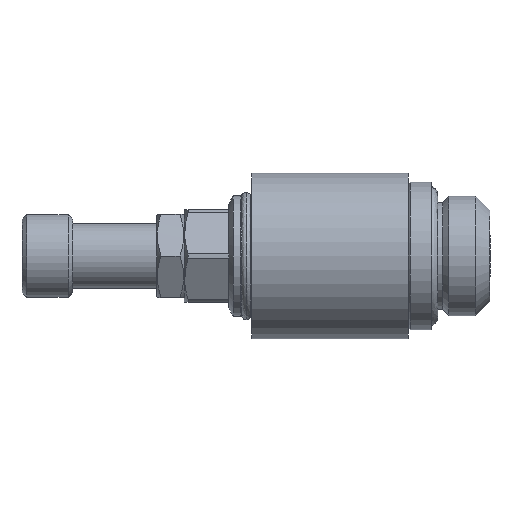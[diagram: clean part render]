
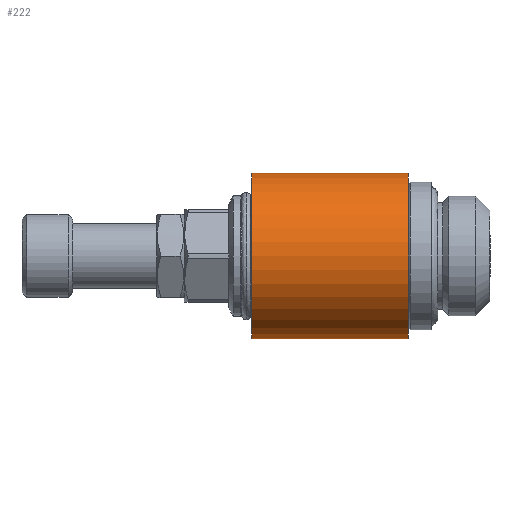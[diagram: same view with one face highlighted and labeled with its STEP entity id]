
A CAD part, left-side view. The second image highlights one B-rep face of the part: STEP entity #222.
In plain terms, the highlighted cylindrical face has radius 9 mm (diameter 18 mm), a full revolution.
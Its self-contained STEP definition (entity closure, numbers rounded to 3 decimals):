
#222 = ADVANCED_FACE( 'NONE', ( #383, #384, #385 ), #386, .T. );
#383 = FACE_OUTER_BOUND( '', #1055, .T. );
#384 = FACE_OUTER_BOUND( '', #1056, .T. );
#385 = FACE_BOUND( '', #1057, .T. );
#386 = CYLINDRICAL_SURFACE( '', #1058, 9. );
#1055 = EDGE_LOOP( '', ( #1493 ) );
#1056 = EDGE_LOOP( '', ( #1494 ) );
#1057 = EDGE_LOOP( '', ( #1495, #1496 ) );
#1058 = AXIS2_PLACEMENT_3D( '', #1497, #1498, #1499 );
#1493 = ORIENTED_EDGE( '', *, *, #1774, .T. );
#1494 = ORIENTED_EDGE( '', *, *, #1801, .T. );
#1495 = ORIENTED_EDGE( '', *, *, #1776, .T. );
#1496 = ORIENTED_EDGE( '', *, *, #1740, .T. );
#1497 = CARTESIAN_POINT( '', ( 0., 31.286, 0. ) );
#1498 = DIRECTION( '', ( 0., 1., 0. ) );
#1499 = DIRECTION( '', ( 0., 0., 1. ) );
#1740 = EDGE_CURVE( 'NONE', #1956, #1958, #1960, .T. );
#1774 = EDGE_CURVE( 'NONE', #2019, #2019, #2020, .T. );
#1776 = EDGE_CURVE( 'NONE', #1958, #1956, #2023, .T. );
#1801 = EDGE_CURVE( 'NONE', #2060, #2060, #2061, .T. );
#1956 = VERTEX_POINT( 'NONE', #2564 );
#1958 = VERTEX_POINT( 'NONE', #2566 );
#1960 = B_SPLINE_CURVE_WITH_KNOTS( '', 3, ( #2568, #2569, #2570, #2571, #2572, #2573, #2574, #2575, #2576, #2577, #2578, #2579, #2580, #2581, #2582, #2583, #2584, #2585, #2586, #2587, #2588, #2589, #2590, #2591, #2592, #2593, #2594, #2595 ), .UNSPECIFIED., .F., .F., ( 4, 1, 1, 1, 1, 1, 1, 1, 1, 1, 1, 1, 1, 1, 1, 1, 1, 1, 1, 1, 1, 1, 1, 1, 1, 4 ), ( 0., 0.013, 0.026, 0.038, 0.051, 0.062, 0.093, 0.125, 0.187, 0.25, 0.313, 0.375, 0.438, 0.5, 0.562, 0.625, 0.687, 0.75, 0.813, 0.875, 0.907, 0.937, 0.953, 0.969, 0.982, 1. ), .UNSPECIFIED. );
#2019 = VERTEX_POINT( '', #2662 );
#2020 = CIRCLE( '', #2663, 9. );
#2023 = B_SPLINE_CURVE_WITH_KNOTS( '', 3, ( #2666, #2667, #2668, #2669, #2670, #2671, #2672, #2673, #2674, #2675, #2676, #2677, #2678, #2679, #2680, #2681, #2682, #2683, #2684, #2685, #2686, #2687, #2688, #2689, #2690, #2691, #2692, #2693 ), .UNSPECIFIED., .F., .F., ( 4, 1, 1, 1, 1, 1, 1, 1, 1, 1, 1, 1, 1, 1, 1, 1, 1, 1, 1, 1, 1, 1, 1, 1, 1, 4 ), ( 0., 0.013, 0.026, 0.038, 0.051, 0.062, 0.093, 0.125, 0.187, 0.25, 0.313, 0.375, 0.438, 0.5, 0.562, 0.625, 0.687, 0.75, 0.813, 0.875, 0.907, 0.937, 0.953, 0.969, 0.982, 1. ), .UNSPECIFIED. );
#2060 = VERTEX_POINT( '', #2735 );
#2061 = CIRCLE( '', #2736, 9. );
#2564 = CARTESIAN_POINT( '', ( 6.978, 17.779, -5.684 ) );
#2566 = CARTESIAN_POINT( '', ( 6.978, 17.629, 5.684 ) );
#2568 = CARTESIAN_POINT( '', ( 6.978, 17.779, -5.684 ) );
#2569 = CARTESIAN_POINT( '', ( 6.979, 17.696, -5.683 ) );
#2570 = CARTESIAN_POINT( '', ( 6.98, 17.534, -5.682 ) );
#2571 = CARTESIAN_POINT( '', ( 6.989, 17.293, -5.671 ) );
#2572 = CARTESIAN_POINT( '', ( 7.004, 17.059, -5.652 ) );
#2573 = CARTESIAN_POINT( '', ( 7.025, 16.83, -5.626 ) );
#2574 = CARTESIAN_POINT( '', ( 7.067, 16.491, -5.573 ) );
#2575 = CARTESIAN_POINT( '', ( 7.146, 16.04, -5.472 ) );
#2576 = CARTESIAN_POINT( '', ( 7.322, 15.315, -5.237 ) );
#2577 = CARTESIAN_POINT( '', ( 7.607, 14.458, -4.827 ) );
#2578 = CARTESIAN_POINT( '', ( 7.998, 13.555, -4.156 ) );
#2579 = CARTESIAN_POINT( '', ( 8.381, 12.786, -3.328 ) );
#2580 = CARTESIAN_POINT( '', ( 8.711, 12.193, -2.348 ) );
#2581 = CARTESIAN_POINT( '', ( 8.938, 11.802, -1.251 ) );
#2582 = CARTESIAN_POINT( '', ( 9.025, 11.658, -0.076 ) );
#2583 = CARTESIAN_POINT( '', ( 8.957, 11.769, 1.104 ) );
#2584 = CARTESIAN_POINT( '', ( 8.746, 12.131, 2.214 ) );
#2585 = CARTESIAN_POINT( '', ( 8.427, 12.7, 3.212 ) );
#2586 = CARTESIAN_POINT( '', ( 8.048, 13.448, 4.059 ) );
#2587 = CARTESIAN_POINT( '', ( 7.655, 14.335, 4.751 ) );
#2588 = CARTESIAN_POINT( '', ( 7.363, 15.181, 5.18 ) );
#2589 = CARTESIAN_POINT( '', ( 7.177, 15.898, 5.432 ) );
#2590 = CARTESIAN_POINT( '', ( 7.086, 16.368, 5.549 ) );
#2591 = CARTESIAN_POINT( '', ( 7.034, 16.749, 5.615 ) );
#2592 = CARTESIAN_POINT( '', ( 7.004, 17.028, 5.652 ) );
#2593 = CARTESIAN_POINT( '', ( 6.986, 17.321, 5.674 ) );
#2594 = CARTESIAN_POINT( '', ( 6.981, 17.518, 5.68 ) );
#2595 = CARTESIAN_POINT( '', ( 6.978, 17.629, 5.684 ) );
#2662 = CARTESIAN_POINT( '', ( 0., 9.2, 9. ) );
#2663 = AXIS2_PLACEMENT_3D( '', #2927, #2928, #2929 );
#2666 = CARTESIAN_POINT( '', ( 6.978, 17.629, 5.684 ) );
#2667 = CARTESIAN_POINT( '', ( 6.979, 17.711, 5.683 ) );
#2668 = CARTESIAN_POINT( '', ( 6.98, 17.873, 5.682 ) );
#2669 = CARTESIAN_POINT( '', ( 6.989, 18.114, 5.67 ) );
#2670 = CARTESIAN_POINT( '', ( 7.004, 18.348, 5.652 ) );
#2671 = CARTESIAN_POINT( '', ( 7.026, 18.576, 5.625 ) );
#2672 = CARTESIAN_POINT( '', ( 7.068, 18.915, 5.572 ) );
#2673 = CARTESIAN_POINT( '', ( 7.148, 19.366, 5.47 ) );
#2674 = CARTESIAN_POINT( '', ( 7.324, 20.089, 5.235 ) );
#2675 = CARTESIAN_POINT( '', ( 7.608, 20.946, 4.824 ) );
#2676 = CARTESIAN_POINT( '', ( 7.999, 21.848, 4.154 ) );
#2677 = CARTESIAN_POINT( '', ( 8.382, 22.615, 3.326 ) );
#2678 = CARTESIAN_POINT( '', ( 8.711, 23.208, 2.346 ) );
#2679 = CARTESIAN_POINT( '', ( 8.938, 23.598, 1.25 ) );
#2680 = CARTESIAN_POINT( '', ( 9.025, 23.741, 0.076 ) );
#2681 = CARTESIAN_POINT( '', ( 8.957, 23.631, -1.103 ) );
#2682 = CARTESIAN_POINT( '', ( 8.747, 23.27, -2.212 ) );
#2683 = CARTESIAN_POINT( '', ( 8.428, 22.701, -3.21 ) );
#2684 = CARTESIAN_POINT( '', ( 8.05, 21.954, -4.057 ) );
#2685 = CARTESIAN_POINT( '', ( 7.656, 21.068, -4.748 ) );
#2686 = CARTESIAN_POINT( '', ( 7.364, 20.224, -5.178 ) );
#2687 = CARTESIAN_POINT( '', ( 7.178, 19.507, -5.43 ) );
#2688 = CARTESIAN_POINT( '', ( 7.087, 19.038, -5.547 ) );
#2689 = CARTESIAN_POINT( '', ( 7.034, 18.657, -5.614 ) );
#2690 = CARTESIAN_POINT( '', ( 7.005, 18.379, -5.651 ) );
#2691 = CARTESIAN_POINT( '', ( 6.987, 18.086, -5.673 ) );
#2692 = CARTESIAN_POINT( '', ( 6.981, 17.889, -5.68 ) );
#2693 = CARTESIAN_POINT( '', ( 6.978, 17.779, -5.684 ) );
#2735 = CARTESIAN_POINT( '', ( 0., 26.2, 9. ) );
#2736 = AXIS2_PLACEMENT_3D( '', #2995, #2996, #2997 );
#2927 = CARTESIAN_POINT( '', ( 0., 9.2, 0. ) );
#2928 = DIRECTION( '', ( 0., 1., 0. ) );
#2929 = DIRECTION( '', ( 0., 0., 1. ) );
#2995 = CARTESIAN_POINT( '', ( 0., 26.2, 0. ) );
#2996 = DIRECTION( '', ( 0., -1., 0. ) );
#2997 = DIRECTION( '', ( 0., 0., 1. ) );
